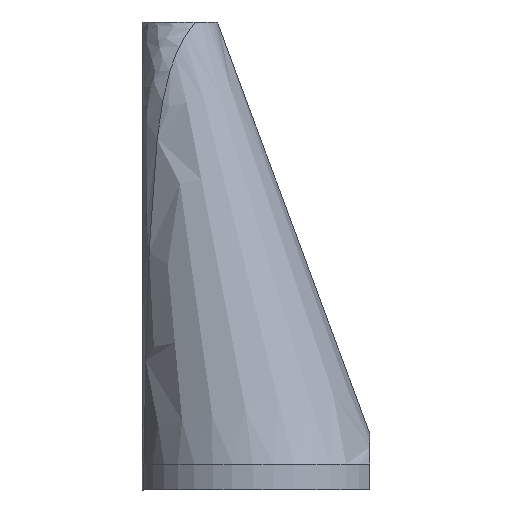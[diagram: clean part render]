
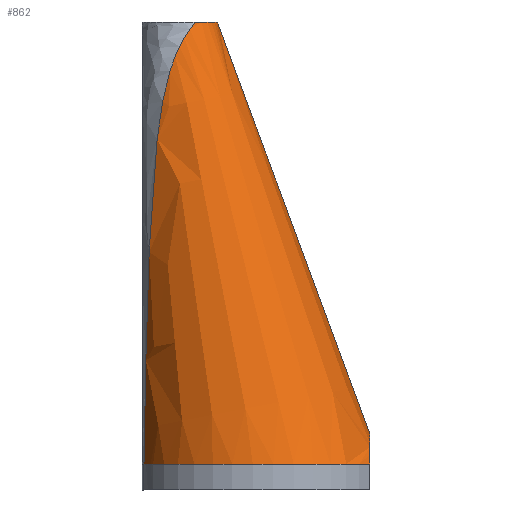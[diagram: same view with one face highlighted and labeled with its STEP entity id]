
A CAD part, left-side view. The second image highlights one B-rep face of the part: STEP entity #862.
In plain terms, the highlighted conical face has half-angle 9.48 degrees and reference radius 10.846 mm.
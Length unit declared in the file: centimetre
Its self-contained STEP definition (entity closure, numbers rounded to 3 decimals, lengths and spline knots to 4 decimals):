
#16=CONICAL_SURFACE($,#916,1.0846,0.165);
#46=ELLIPSE($,#909,0.934,0.9169);
#47=ELLIPSE($,#910,0.934,0.9169);
#52=ELLIPSE($,#917,37.3052,3.4487);
#53=ELLIPSE($,#918,0.3448,0.3385);
#66=LINE($,#1434,#152);
#67=LINE($,#1436,#153);
#152=VECTOR($,#1015,1.);
#153=VECTOR($,#1016,1.);
#234=B_SPLINE_CURVE_WITH_KNOTS($,3,(#1395,#1396,#1397,#1398,#1399,#1400,
#1401,#1402,#1403),.UNSPECIFIED.,.F.,.F.,(4,1,1,1,1,1,4),(0.2898,
0.4215,0.6931,0.9647,1.2363,
1.6438,2.0492),.UNSPECIFIED.);
#267=FACE_OUTER_BOUND($,#314,.T.);
#314=EDGE_LOOP($,(#626,#627,#628,#629,#630,#631,#632));
#384=VERTEX_POINT($,#1230);
#388=VERTEX_POINT($,#1258);
#389=VERTEX_POINT($,#1259);
#398=VERTEX_POINT($,#1394);
#400=VERTEX_POINT($,#1431);
#401=VERTEX_POINT($,#1433);
#402=VERTEX_POINT($,#1435);
#474=EDGE_CURVE($,#388,#389,#46,.T.);
#475=EDGE_CURVE($,#389,#384,#47,.T.);
#488=EDGE_CURVE($,#398,#384,#234,.T.);
#491=EDGE_CURVE($,#400,#388,#52,.T.);
#492=EDGE_CURVE($,#400,#401,#66,.T.);
#493=EDGE_CURVE($,#402,#401,#67,.F.);
#494=EDGE_CURVE($,#398,#402,#53,.T.);
#626=ORIENTED_EDGE($,*,*,#488,.T.);
#627=ORIENTED_EDGE($,*,*,#475,.F.);
#628=ORIENTED_EDGE($,*,*,#474,.F.);
#629=ORIENTED_EDGE($,*,*,#491,.F.);
#630=ORIENTED_EDGE($,*,*,#492,.T.);
#631=ORIENTED_EDGE($,*,*,#493,.F.);
#632=ORIENTED_EDGE($,*,*,#494,.F.);
#862=ADVANCED_FACE($,(#267),#16,.T.);
#909=AXIS2_PLACEMENT_3D($,#1260,#991,#992);
#910=AXIS2_PLACEMENT_3D($,#1261,#993,#994);
#916=AXIS2_PLACEMENT_3D($,#1430,#1011,#1012);
#917=AXIS2_PLACEMENT_3D($,#1432,#1013,#1014);
#918=AXIS2_PLACEMENT_3D($,#1437,#1017,#1018);
#991=DIRECTION('center_axis',(0.,0.,-1.));
#992=DIRECTION('ref_axis',(0.,1.,0.));
#993=DIRECTION('center_axis',(0.,0.,-1.));
#994=DIRECTION('ref_axis',(0.,1.,0.));
#1011=DIRECTION('center_axis',(0.,-0.188,-0.982));
#1012=DIRECTION('ref_axis',(1.,0.,0.));
#1013=DIRECTION('center_axis',(0.,-1.,0.));
#1014=DIRECTION('ref_axis',(0.,0.,-1.));
#1015=DIRECTION($,(0.,0.347,0.938));
#1016=DIRECTION($,(0.,0.347,0.938));
#1017=DIRECTION('center_axis',(0.,0.,1.));
#1018=DIRECTION('ref_axis',(0.,1.,0.));
#1230=CARTESIAN_POINT('',(-0.4767,0.3617,-0.2));
#1258=CARTESIAN_POINT('',(-0.5882,-1.375,-0.2));
#1259=CARTESIAN_POINT('',(-0.6378,0.2919,-0.2));
#1260=CARTESIAN_POINT('Origin',(-0.2,-0.5288,-0.2));
#1261=CARTESIAN_POINT('Origin',(-0.2,-0.5288,-0.2));
#1394=CARTESIAN_POINT('',(-0.4923,-0.0321,3.2));
#1395=CARTESIAN_POINT('Ctrl Pts',(-0.4923,-0.0321,
3.2));
#1396=CARTESIAN_POINT('Ctrl Pts',(-0.5201,-0.0026,
3.165));
#1397=CARTESIAN_POINT('Ctrl Pts',(-0.5799,0.0898,
3.0374));
#1398=CARTESIAN_POINT('Ctrl Pts',(-0.6009,0.2015,
2.7346));
#1399=CARTESIAN_POINT('Ctrl Pts',(-0.5973,0.273,
2.2472));
#1400=CARTESIAN_POINT('Ctrl Pts',(-0.5797,0.3206,
1.5702));
#1401=CARTESIAN_POINT('Ctrl Pts',(-0.5454,0.3473,
0.7076));
#1402=CARTESIAN_POINT('Ctrl Pts',(-0.5024,0.3578,
0.0819));
#1403=CARTESIAN_POINT('Ctrl Pts',(-0.4767,0.3617,
-0.2));
#1430=CARTESIAN_POINT('Origin',(-0.2,-0.6886,-1.1895));
#1431=CARTESIAN_POINT('',(-0.2,-1.375,0.0371));
#1432=CARTESIAN_POINT('Origin',(-0.2,-1.375,-37.2681));
#1433=CARTESIAN_POINT('',(-0.2,-0.2148,3.1681));
#1434=CARTESIAN_POINT($,(-0.2,-1.7538,-0.9853));
#1435=CARTESIAN_POINT('',(-0.2,-0.203,3.2));
#1436=CARTESIAN_POINT($,(-0.2,-1.7538,-0.9853));
#1437=CARTESIAN_POINT('Origin',(-0.2,0.1418,3.2));
